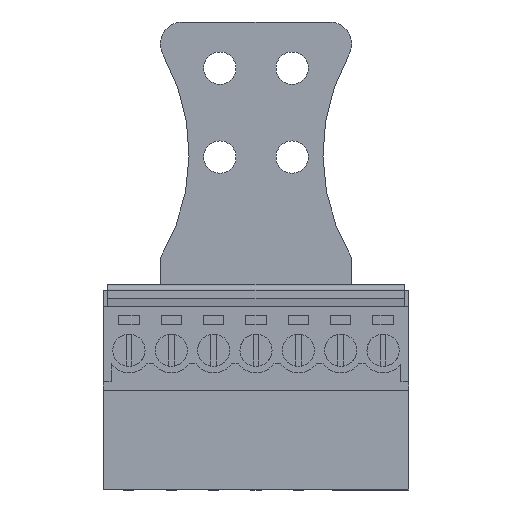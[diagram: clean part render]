
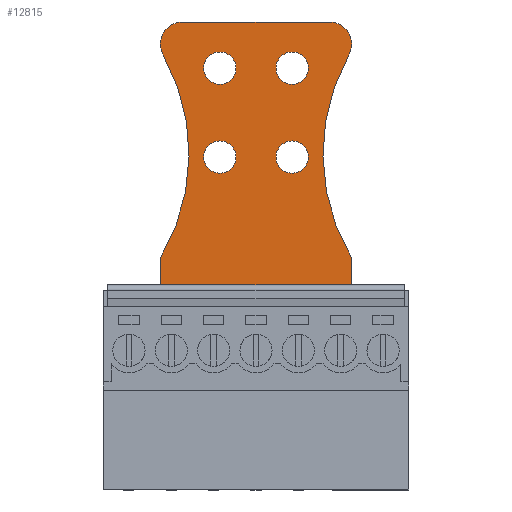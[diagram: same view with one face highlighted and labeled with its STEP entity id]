
A CAD part, front view. The second image highlights one B-rep face of the part: STEP entity #12815.
In plain terms, the highlighted planar face has unit normal (0, -1, 0).
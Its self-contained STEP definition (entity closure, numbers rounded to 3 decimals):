
#12684=AXIS2_PLACEMENT_3D('Plane Axis2P3D',#12681,#12682,#12683) ;
#12695=AXIS2_PLACEMENT_3D('Circle Axis2P3D',#12693,#12694,$) ;
#12702=AXIS2_PLACEMENT_3D('Circle Axis2P3D',#12700,#12701,$) ;
#12716=AXIS2_PLACEMENT_3D('Circle Axis2P3D',#12714,#12715,$) ;
#12723=AXIS2_PLACEMENT_3D('Circle Axis2P3D',#12721,#12722,$) ;
#12745=AXIS2_PLACEMENT_3D('Circle Axis2P3D',#12743,#12744,$) ;
#12754=AXIS2_PLACEMENT_3D('Circle Axis2P3D',#12752,#12753,$) ;
#12763=AXIS2_PLACEMENT_3D('Circle Axis2P3D',#12761,#12762,$) ;
#12772=AXIS2_PLACEMENT_3D('Circle Axis2P3D',#12770,#12771,$) ;
#12781=AXIS2_PLACEMENT_3D('Circle Axis2P3D',#12779,#12780,$) ;
#12790=AXIS2_PLACEMENT_3D('Circle Axis2P3D',#12788,#12789,$) ;
#12799=AXIS2_PLACEMENT_3D('Circle Axis2P3D',#12797,#12798,$) ;
#12808=AXIS2_PLACEMENT_3D('Circle Axis2P3D',#12806,#12807,$) ;
#12645=CARTESIAN_POINT('Line Origine',(13.73,10.6,17.95)) ;
#12649=CARTESIAN_POINT('Vertex',(22.29,10.6,17.95)) ;
#12651=CARTESIAN_POINT('Vertex',(5.17,10.6,17.95)) ;
#12681=CARTESIAN_POINT('Axis2P3D Location',(13.73,10.6,8.95)) ;
#12686=CARTESIAN_POINT('Line Origine',(22.29,10.6,19.45)) ;
#12690=CARTESIAN_POINT('Vertex',(22.29,10.6,20.951)) ;
#12693=CARTESIAN_POINT('Axis2P3D Location',(37.945,10.6,30.223)) ;
#12697=CARTESIAN_POINT('Vertex',(22.074,10.6,39.122)) ;
#12700=CARTESIAN_POINT('Axis2P3D Location',(20.33,10.6,40.1)) ;
#12704=CARTESIAN_POINT('Vertex',(20.33,10.6,42.1)) ;
#12707=CARTESIAN_POINT('Line Origine',(13.73,10.6,42.1)) ;
#12711=CARTESIAN_POINT('Vertex',(7.13,10.6,42.1)) ;
#12714=CARTESIAN_POINT('Axis2P3D Location',(7.13,10.6,40.1)) ;
#12718=CARTESIAN_POINT('Vertex',(5.386,10.6,39.122)) ;
#12721=CARTESIAN_POINT('Axis2P3D Location',(-10.485,10.6,30.223)) ;
#12725=CARTESIAN_POINT('Vertex',(5.17,10.6,20.951)) ;
#12728=CARTESIAN_POINT('Line Origine',(5.17,10.6,19.45)) ;
#12743=CARTESIAN_POINT('Axis2P3D Location',(16.98,10.6,29.95)) ;
#12747=CARTESIAN_POINT('Vertex',(18.43,10.6,29.95)) ;
#12749=CARTESIAN_POINT('Vertex',(15.53,10.6,29.95)) ;
#12752=CARTESIAN_POINT('Axis2P3D Location',(16.98,10.6,29.95)) ;
#12761=CARTESIAN_POINT('Axis2P3D Location',(16.98,10.6,37.95)) ;
#12765=CARTESIAN_POINT('Vertex',(15.53,10.6,37.95)) ;
#12767=CARTESIAN_POINT('Vertex',(18.43,10.6,37.95)) ;
#12770=CARTESIAN_POINT('Axis2P3D Location',(16.98,10.6,37.95)) ;
#12779=CARTESIAN_POINT('Axis2P3D Location',(10.48,10.6,29.95)) ;
#12783=CARTESIAN_POINT('Vertex',(9.03,10.6,29.95)) ;
#12785=CARTESIAN_POINT('Vertex',(11.93,10.6,29.95)) ;
#12788=CARTESIAN_POINT('Axis2P3D Location',(10.48,10.6,29.95)) ;
#12797=CARTESIAN_POINT('Axis2P3D Location',(10.48,10.6,37.95)) ;
#12801=CARTESIAN_POINT('Vertex',(9.03,10.6,37.95)) ;
#12803=CARTESIAN_POINT('Vertex',(11.93,10.6,37.95)) ;
#12806=CARTESIAN_POINT('Axis2P3D Location',(10.48,10.6,37.95)) ;
#12646=DIRECTION('Vector Direction',(-1.,0.,0.)) ;
#12682=DIRECTION('Axis2P3D Direction',(0.,-1.,0.)) ;
#12683=DIRECTION('Axis2P3D XDirection',(1.,0.,0.)) ;
#12687=DIRECTION('Vector Direction',(0.,0.,1.)) ;
#12694=DIRECTION('Axis2P3D Direction',(0.,-1.,0.)) ;
#12701=DIRECTION('Axis2P3D Direction',(0.,-1.,0.)) ;
#12708=DIRECTION('Vector Direction',(1.,0.,0.)) ;
#12715=DIRECTION('Axis2P3D Direction',(0.,-1.,0.)) ;
#12722=DIRECTION('Axis2P3D Direction',(0.,-1.,0.)) ;
#12729=DIRECTION('Vector Direction',(0.,0.,-1.)) ;
#12744=DIRECTION('Axis2P3D Direction',(0.,-1.,0.)) ;
#12753=DIRECTION('Axis2P3D Direction',(0.,-1.,0.)) ;
#12762=DIRECTION('Axis2P3D Direction',(0.,-1.,0.)) ;
#12771=DIRECTION('Axis2P3D Direction',(0.,-1.,0.)) ;
#12780=DIRECTION('Axis2P3D Direction',(0.,-1.,0.)) ;
#12789=DIRECTION('Axis2P3D Direction',(0.,-1.,0.)) ;
#12798=DIRECTION('Axis2P3D Direction',(0.,-1.,0.)) ;
#12807=DIRECTION('Axis2P3D Direction',(0.,-1.,0.)) ;
#12647=VECTOR('Line Direction',#12646,1.) ;
#12688=VECTOR('Line Direction',#12687,1.) ;
#12709=VECTOR('Line Direction',#12708,1.) ;
#12730=VECTOR('Line Direction',#12729,1.) ;
#12734=ORIENTED_EDGE('',*,*,#12692,.T.) ;
#12735=ORIENTED_EDGE('',*,*,#12699,.F.) ;
#12736=ORIENTED_EDGE('',*,*,#12706,.T.) ;
#12737=ORIENTED_EDGE('',*,*,#12713,.F.) ;
#12738=ORIENTED_EDGE('',*,*,#12720,.T.) ;
#12739=ORIENTED_EDGE('',*,*,#12727,.F.) ;
#12740=ORIENTED_EDGE('',*,*,#12732,.T.) ;
#12741=ORIENTED_EDGE('',*,*,#12653,.F.) ;
#12758=ORIENTED_EDGE('',*,*,#12751,.F.) ;
#12759=ORIENTED_EDGE('',*,*,#12756,.F.) ;
#12776=ORIENTED_EDGE('',*,*,#12769,.F.) ;
#12777=ORIENTED_EDGE('',*,*,#12774,.F.) ;
#12794=ORIENTED_EDGE('',*,*,#12787,.F.) ;
#12795=ORIENTED_EDGE('',*,*,#12792,.F.) ;
#12812=ORIENTED_EDGE('',*,*,#12805,.F.) ;
#12813=ORIENTED_EDGE('',*,*,#12810,.F.) ;
#12760=FACE_BOUND('',#12757,.T.) ;
#12778=FACE_BOUND('',#12775,.T.) ;
#12796=FACE_BOUND('',#12793,.T.) ;
#12814=FACE_BOUND('',#12811,.T.) ;
#12815=ADVANCED_FACE('Strain relief',(#12742,#12760,#12778,#12796,#12814),#12685,.T.) ;
#12696=CIRCLE('generated circle',#12695,18.195) ;
#12703=CIRCLE('generated circle',#12702,2.) ;
#12717=CIRCLE('generated circle',#12716,2.) ;
#12724=CIRCLE('generated circle',#12723,18.195) ;
#12746=CIRCLE('generated circle',#12745,1.45) ;
#12755=CIRCLE('generated circle',#12754,1.45) ;
#12764=CIRCLE('generated circle',#12763,1.45) ;
#12773=CIRCLE('generated circle',#12772,1.45) ;
#12782=CIRCLE('generated circle',#12781,1.45) ;
#12791=CIRCLE('generated circle',#12790,1.45) ;
#12800=CIRCLE('generated circle',#12799,1.45) ;
#12809=CIRCLE('generated circle',#12808,1.45) ;
#12653=EDGE_CURVE('',#12650,#12652,#12648,.T.) ;
#12692=EDGE_CURVE('',#12650,#12691,#12689,.T.) ;
#12699=EDGE_CURVE('',#12698,#12691,#12696,.T.) ;
#12706=EDGE_CURVE('',#12698,#12705,#12703,.T.) ;
#12713=EDGE_CURVE('',#12712,#12705,#12710,.T.) ;
#12720=EDGE_CURVE('',#12712,#12719,#12717,.T.) ;
#12727=EDGE_CURVE('',#12726,#12719,#12724,.T.) ;
#12732=EDGE_CURVE('',#12726,#12652,#12731,.T.) ;
#12751=EDGE_CURVE('',#12748,#12750,#12746,.T.) ;
#12756=EDGE_CURVE('',#12750,#12748,#12755,.T.) ;
#12769=EDGE_CURVE('',#12766,#12768,#12764,.T.) ;
#12774=EDGE_CURVE('',#12768,#12766,#12773,.T.) ;
#12787=EDGE_CURVE('',#12784,#12786,#12782,.T.) ;
#12792=EDGE_CURVE('',#12786,#12784,#12791,.T.) ;
#12805=EDGE_CURVE('',#12802,#12804,#12800,.T.) ;
#12810=EDGE_CURVE('',#12804,#12802,#12809,.T.) ;
#12733=EDGE_LOOP('',(#12734,#12735,#12736,#12737,#12738,#12739,#12740,#12741)) ;
#12757=EDGE_LOOP('',(#12758,#12759)) ;
#12775=EDGE_LOOP('',(#12776,#12777)) ;
#12793=EDGE_LOOP('',(#12794,#12795)) ;
#12811=EDGE_LOOP('',(#12812,#12813)) ;
#12742=FACE_OUTER_BOUND('',#12733,.T.) ;
#12648=LINE('Line',#12645,#12647) ;
#12689=LINE('Line',#12686,#12688) ;
#12710=LINE('Line',#12707,#12709) ;
#12731=LINE('Line',#12728,#12730) ;
#12685=PLANE('',#12684) ;
#12650=VERTEX_POINT('',#12649) ;
#12652=VERTEX_POINT('',#12651) ;
#12691=VERTEX_POINT('',#12690) ;
#12698=VERTEX_POINT('',#12697) ;
#12705=VERTEX_POINT('',#12704) ;
#12712=VERTEX_POINT('',#12711) ;
#12719=VERTEX_POINT('',#12718) ;
#12726=VERTEX_POINT('',#12725) ;
#12748=VERTEX_POINT('',#12747) ;
#12750=VERTEX_POINT('',#12749) ;
#12766=VERTEX_POINT('',#12765) ;
#12768=VERTEX_POINT('',#12767) ;
#12784=VERTEX_POINT('',#12783) ;
#12786=VERTEX_POINT('',#12785) ;
#12802=VERTEX_POINT('',#12801) ;
#12804=VERTEX_POINT('',#12803) ;
